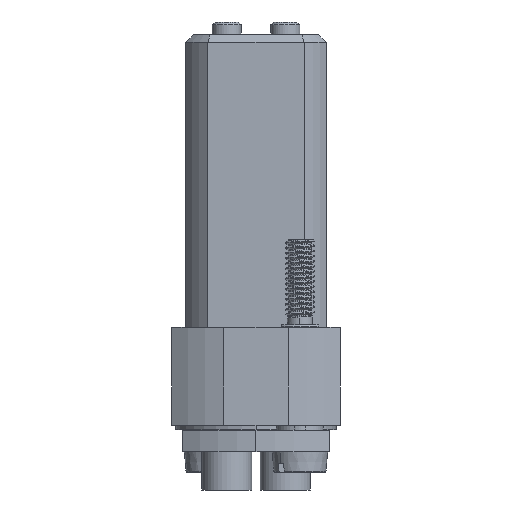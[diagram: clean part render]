
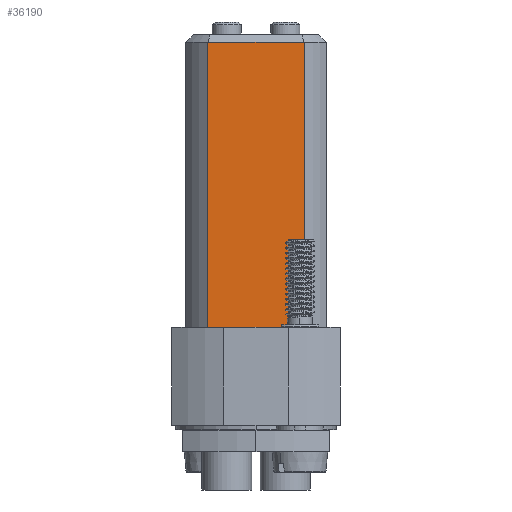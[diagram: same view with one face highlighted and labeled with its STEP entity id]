
A CAD part, left-side view. The second image highlights one B-rep face of the part: STEP entity #36190.
In plain terms, the highlighted planar face has unit normal (-1, 0, 0).
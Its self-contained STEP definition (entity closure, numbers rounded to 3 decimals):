
#1816 = EDGE_CURVE ( 'NONE', #17304, #15724, #17577, .T. ) ;
#2626 = ORIENTED_EDGE ( 'NONE', *, *, #1816, .T. ) ;
#4529 = DIRECTION ( 'NONE',  ( 0., 0., 1. ) ) ;
#5298 = DIRECTION ( 'NONE',  ( 0., -1., 0. ) ) ;
#6905 = ORIENTED_EDGE ( 'NONE', *, *, #15442, .T. ) ;
#10026 = AXIS2_PLACEMENT_3D ( 'NONE', #33617, #34025, #5298 ) ;
#10555 = DIRECTION ( 'NONE',  ( 0., 1., 0. ) ) ;
#14282 = PLANE ( 'NONE',  #10026 ) ;
#14819 = EDGE_LOOP ( 'NONE', ( #16293, #18360, #2626, #6905 ) ) ;
#15442 = EDGE_CURVE ( 'NONE', #15724, #36389, #25926, .T. ) ;
#15668 = VERTEX_POINT ( 'NONE', #17777 ) ;
#15724 = VERTEX_POINT ( 'NONE', #20701 ) ;
#16293 = ORIENTED_EDGE ( 'NONE', *, *, #31489, .T. ) ;
#17304 = VERTEX_POINT ( 'NONE', #21920 ) ;
#17577 = LINE ( 'NONE', #24221, #35065 ) ;
#17777 = CARTESIAN_POINT ( 'NONE',  ( -4.4, -3.3, 28.017 ) ) ;
#18360 = ORIENTED_EDGE ( 'NONE', *, *, #31377, .T. ) ;
#19001 = VECTOR ( 'NONE', #10555, 1000. ) ;
#19449 = VECTOR ( 'NONE', #25731, 1000. ) ;
#20701 = CARTESIAN_POINT ( 'NONE',  ( -4.4, 3.3, 8.517 ) ) ;
#20823 = FACE_OUTER_BOUND ( 'NONE', #14819, .T. ) ;
#21677 = VECTOR ( 'NONE', #4529, 1000. ) ;
#21920 = CARTESIAN_POINT ( 'NONE',  ( -4.4, 3.3, 28.017 ) ) ;
#24221 = CARTESIAN_POINT ( 'NONE',  ( -4.4, 3.3, 1.517 ) ) ;
#25682 = CARTESIAN_POINT ( 'NONE',  ( -4.4, 2.375, 28.017 ) ) ;
#25731 = DIRECTION ( 'NONE',  ( 0., -1., 0. ) ) ;
#25926 = LINE ( 'NONE', #35422, #19449 ) ;
#31377 = EDGE_CURVE ( 'NONE', #15668, #17304, #39378, .T. ) ;
#31489 = EDGE_CURVE ( 'NONE', #36389, #15668, #36406, .T. ) ;
#33056 = CARTESIAN_POINT ( 'NONE',  ( -4.4, -3.3, 1.517 ) ) ;
#33617 = CARTESIAN_POINT ( 'NONE',  ( -4.4, -4.8, -14.784 ) ) ;
#34025 = DIRECTION ( 'NONE',  ( -1., 0., 0. ) ) ;
#35065 = VECTOR ( 'NONE', #39649, 1000. ) ;
#35422 = CARTESIAN_POINT ( 'NONE',  ( -4.4, -4.8, 8.517 ) ) ;
#36190 = ADVANCED_FACE ( 'NONE', ( #20823 ), #14282, .T. ) ;
#36389 = VERTEX_POINT ( 'NONE', #38030 ) ;
#36406 = LINE ( 'NONE', #33056, #21677 ) ;
#38030 = CARTESIAN_POINT ( 'NONE',  ( -4.4, -3.3, 8.517 ) ) ;
#39378 = LINE ( 'NONE', #25682, #19001 ) ;
#39649 = DIRECTION ( 'NONE',  ( 0., 0., -1. ) ) ;
